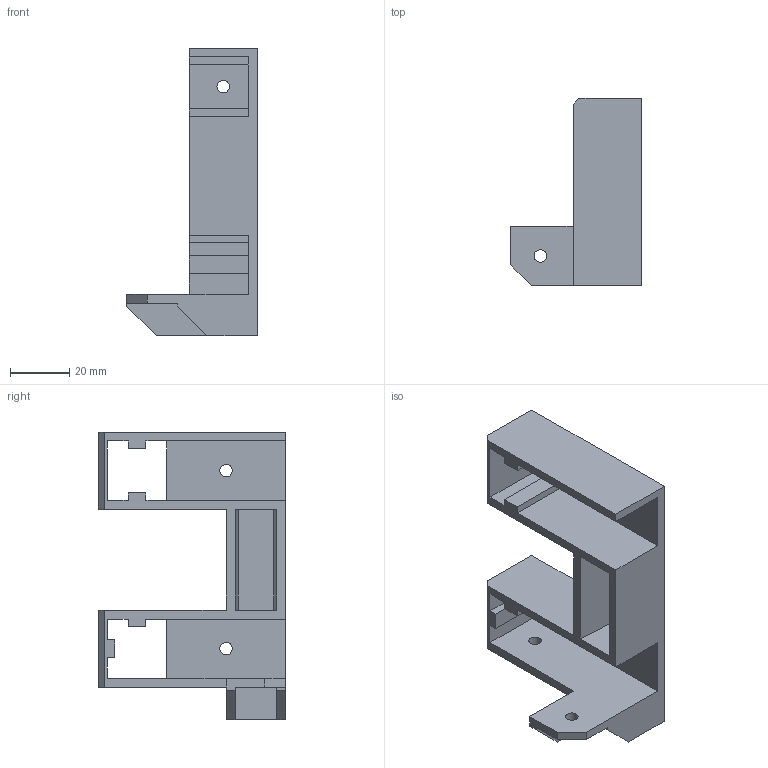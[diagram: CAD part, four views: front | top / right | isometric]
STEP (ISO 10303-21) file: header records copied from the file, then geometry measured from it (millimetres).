
FILE_DESCRIPTION(('FreeCAD Model'),'2;1');
FILE_NAME( 'foot-front-left.step', '2015-04-01T19:03:48',('FreeCAD'),('FreeCAD'), 'Open CASCADE STEP processor 6.5','FreeCAD','Unknown');
FILE_SCHEMA(('AUTOMOTIVE_DESIGN_CC2 { 1 2 10303 214 -1 1 5 4 }'));
Length unit declared in the file: millimetre
Products named in the file (1): foot-front-left
Bounding box: 44 x 63 x 97 mm (x, y, z)
Volume: 38355.7 mm3; surface area: 25149.7 mm2
Topology: 1 solids, 1 shells, 59 faces, 174 edges, 116 vertices
Faces by surface type: plane 54, cylinder 5
Full cylindrical faces by diameter (mm): 4.2 x5
Entity records: 4241 total; most frequent: CARTESIAN_POINT 724, DIRECTION 636, LINE 488, VECTOR 488, ORIENTED_EDGE 348, PCURVE 348, DEFINITIONAL_REPRESENTATION 348, EDGE_CURVE 174
